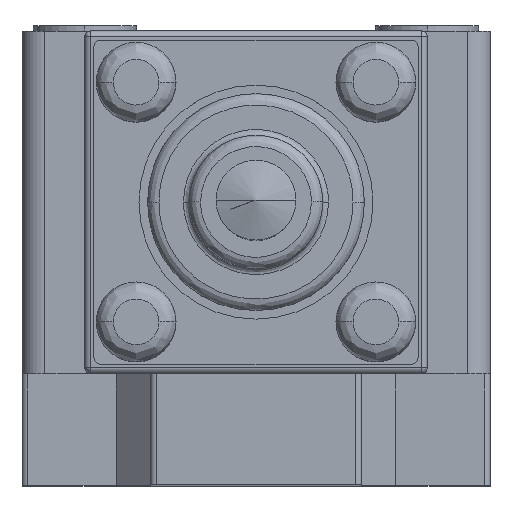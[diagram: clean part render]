
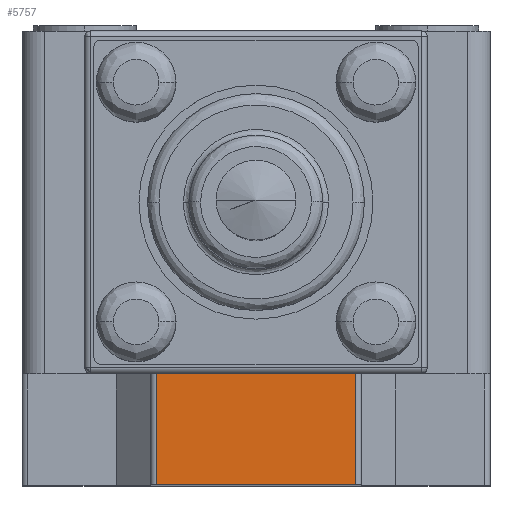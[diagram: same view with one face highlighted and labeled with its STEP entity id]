
A CAD part, top view. The second image highlights one B-rep face of the part: STEP entity #5757.
In plain terms, the highlighted planar face has unit normal (0, 0, 1).
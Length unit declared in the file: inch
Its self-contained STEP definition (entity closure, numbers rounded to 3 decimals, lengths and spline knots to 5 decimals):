
#176 = LINE ( 'NONE', #9071, #6047 ) ;
#918 = LINE ( 'NONE', #5003, #8646 ) ;
#1033 = CARTESIAN_POINT ( 'NONE',  ( 0.34449, -1.20079, 0.21654 ) ) ;
#1689 = DIRECTION ( 'NONE',  ( 1., 0., 0. ) ) ;
#1857 = ORIENTED_EDGE ( 'NONE', *, *, #7414, .T. ) ;
#2390 = CARTESIAN_POINT ( 'NONE',  ( 0.34449, -0.01969, 0.21654 ) ) ;
#2454 = VERTEX_POINT ( 'NONE', #6025 ) ;
#2877 = CARTESIAN_POINT ( 'NONE',  ( -0.80709, -0.01969, 0.21654 ) ) ;
#3314 = VECTOR ( 'NONE', #1689, 39.37008 ) ;
#3716 = EDGE_LOOP ( 'NONE', ( #4644, #7849, #1857, #8842 ) ) ;
#3738 = EDGE_CURVE ( 'NONE', #7817, #5838, #918, .T. ) ;
#4191 = FACE_OUTER_BOUND ( 'NONE', #3716, .T. ) ;
#4385 = DIRECTION ( 'NONE',  ( 1., 0., 0. ) ) ;
#4503 = CARTESIAN_POINT ( 'NONE',  ( 0., -1.20079, 0.21654 ) ) ;
#4619 = DIRECTION ( 'NONE',  ( 0., -1., 0. ) ) ;
#4644 = ORIENTED_EDGE ( 'NONE', *, *, #6639, .T. ) ;
#5003 = CARTESIAN_POINT ( 'NONE',  ( 0., -1.58465, 0.21654 ) ) ;
#5058 = EDGE_CURVE ( 'NONE', #2454, #5128, #8488, .T. ) ;
#5128 = VERTEX_POINT ( 'NONE', #1033 ) ;
#5278 = LINE ( 'NONE', #2390, #7874 ) ;
#5676 = DIRECTION ( 'NONE',  ( -1., 0., 0. ) ) ;
#5757 = ADVANCED_FACE ( 'NONE', ( #4191 ), #6306, .T. ) ;
#5838 = VERTEX_POINT ( 'NONE', #8094 ) ;
#6025 = CARTESIAN_POINT ( 'NONE',  ( -0.34449, -1.20079, 0.21654 ) ) ;
#6047 = VECTOR ( 'NONE', #4619, 39.37008 ) ;
#6306 = PLANE ( 'NONE',  #6964 ) ;
#6639 = EDGE_CURVE ( 'NONE', #7817, #5128, #5278, .T. ) ;
#6964 = AXIS2_PLACEMENT_3D ( 'NONE', #2877, #8230, #4385 ) ;
#7011 = CARTESIAN_POINT ( 'NONE',  ( 0.34449, -1.58465, 0.21654 ) ) ;
#7414 = EDGE_CURVE ( 'NONE', #2454, #5838, #176, .T. ) ;
#7817 = VERTEX_POINT ( 'NONE', #7011 ) ;
#7849 = ORIENTED_EDGE ( 'NONE', *, *, #5058, .F. ) ;
#7874 = VECTOR ( 'NONE', #8953, 39.37008 ) ;
#8094 = CARTESIAN_POINT ( 'NONE',  ( -0.34449, -1.58465, 0.21654 ) ) ;
#8230 = DIRECTION ( 'NONE',  ( 0., 0., 1. ) ) ;
#8488 = LINE ( 'NONE', #4503, #3314 ) ;
#8646 = VECTOR ( 'NONE', #5676, 39.37008 ) ;
#8842 = ORIENTED_EDGE ( 'NONE', *, *, #3738, .F. ) ;
#8953 = DIRECTION ( 'NONE',  ( 0., 1., 0. ) ) ;
#9071 = CARTESIAN_POINT ( 'NONE',  ( -0.34449, -0.01969, 0.21654 ) ) ;
